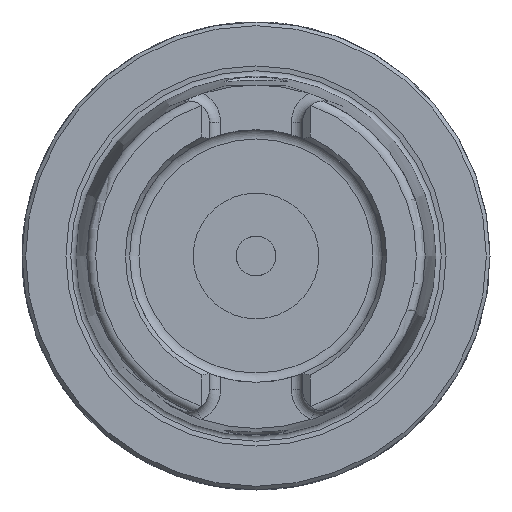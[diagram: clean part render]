
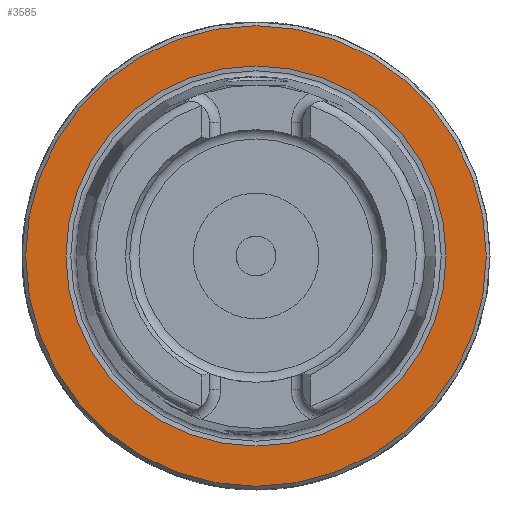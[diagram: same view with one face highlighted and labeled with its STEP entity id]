
A CAD part, left-side view. The second image highlights one B-rep face of the part: STEP entity #3585.
In plain terms, the highlighted planar face has unit normal (-1, 0, 0).
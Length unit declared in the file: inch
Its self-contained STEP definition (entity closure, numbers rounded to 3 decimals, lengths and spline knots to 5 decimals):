
#675=FACE_BOUND('',#1133,.T.);
#730=PLANE('',#4072);
#937=FACE_OUTER_BOUND('',#1132,.T.);
#1132=EDGE_LOOP('',(#3204));
#1133=EDGE_LOOP('',(#3205));
#1699=CIRCLE('',#4071,25.58791);
#1700=CIRCLE('',#4073,31.);
#2002=VERTEX_POINT('',#6857);
#2003=VERTEX_POINT('',#6861);
#2415=EDGE_CURVE('',#2002,#2002,#1699,.T.);
#2416=EDGE_CURVE('',#2003,#2003,#1700,.T.);
#3204=ORIENTED_EDGE('',*,*,#2416,.F.);
#3205=ORIENTED_EDGE('',*,*,#2415,.T.);
#3585=ADVANCED_FACE('',(#937,#675),#730,.T.);
#4071=AXIS2_PLACEMENT_3D('',#6859,#4914,#4915);
#4072=AXIS2_PLACEMENT_3D('',#6860,#4916,#4917);
#4073=AXIS2_PLACEMENT_3D('',#6862,#4918,#4919);
#4914=DIRECTION('center_axis',(1.,0.,0.));
#4915=DIRECTION('ref_axis',(0.,0.,-1.));
#4916=DIRECTION('center_axis',(-1.,0.,0.));
#4917=DIRECTION('ref_axis',(0.,0.,1.));
#4918=DIRECTION('center_axis',(1.,0.,0.));
#4919=DIRECTION('ref_axis',(0.,0.,-1.));
#6857=CARTESIAN_POINT('',(0.,-25.58791,0.));
#6859=CARTESIAN_POINT('Origin',(0.,0.,0.));
#6860=CARTESIAN_POINT('Origin',(0.,31.,0.));
#6861=CARTESIAN_POINT('',(0.,-31.,0.));
#6862=CARTESIAN_POINT('Origin',(0.,0.,0.));
